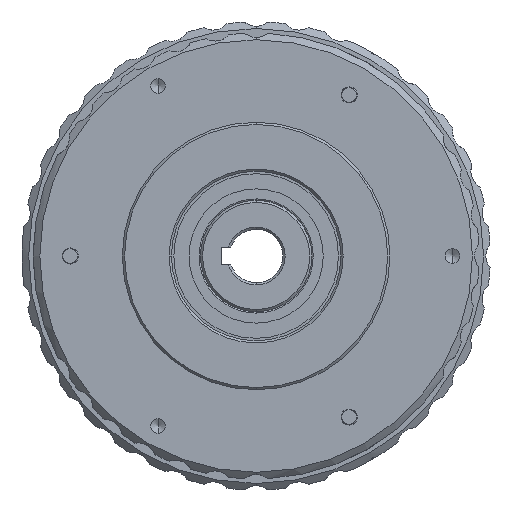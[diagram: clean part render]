
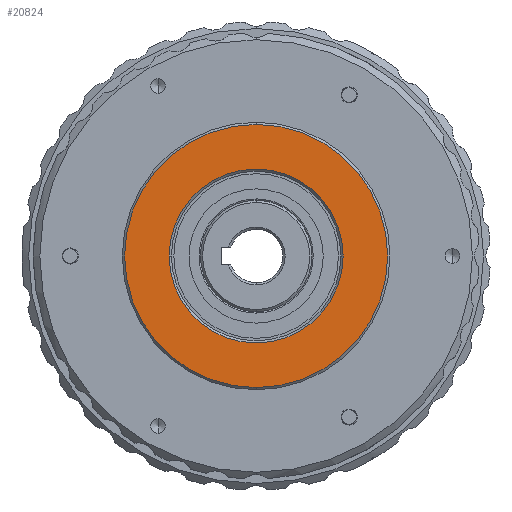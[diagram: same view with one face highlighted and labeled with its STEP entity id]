
A CAD part, left-side view. The second image highlights one B-rep face of the part: STEP entity #20824.
In plain terms, the highlighted planar face has unit normal (-1, 0, 0).
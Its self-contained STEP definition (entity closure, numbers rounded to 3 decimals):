
#491 = EDGE_LOOP ( 'NONE', ( #18676, #21062 ) ) ;
#514 = CARTESIAN_POINT ( 'NONE',  ( -50.5, 30., 0. ) ) ;
#2203 = VERTEX_POINT ( 'NONE', #11835 ) ;
#3790 = DIRECTION ( 'NONE',  ( 1., 0., 0. ) ) ;
#3794 = AXIS2_PLACEMENT_3D ( 'NONE', #16419, #7446, #5548 ) ;
#3889 = CIRCLE ( 'NONE', #20091, 19.5 ) ;
#4102 = ORIENTED_EDGE ( 'NONE', *, *, #12616, .F. ) ;
#5338 = CARTESIAN_POINT ( 'NONE',  ( -50.5, 0., 0. ) ) ;
#5548 = DIRECTION ( 'NONE',  ( 0., -1., 0. ) ) ;
#6369 = CARTESIAN_POINT ( 'NONE',  ( -50.5, 0., 0. ) ) ;
#6903 = EDGE_CURVE ( 'NONE', #2203, #21430, #22708, .T. ) ;
#7446 = DIRECTION ( 'NONE',  ( -1., 0., 0. ) ) ;
#7919 = PLANE ( 'NONE',  #22915 ) ;
#7965 = DIRECTION ( 'NONE',  ( -1., 0., 0. ) ) ;
#7966 = AXIS2_PLACEMENT_3D ( 'NONE', #6369, #20646, #18879 ) ;
#8254 = EDGE_CURVE ( 'NONE', #10789, #18575, #3889, .T. ) ;
#10789 = VERTEX_POINT ( 'NONE', #18312 ) ;
#11394 = EDGE_LOOP ( 'NONE', ( #4102, #14373 ) ) ;
#11835 = CARTESIAN_POINT ( 'NONE',  ( -50.5, 0., 29.5 ) ) ;
#12616 = EDGE_CURVE ( 'NONE', #18575, #10789, #17736, .T. ) ;
#12798 = EDGE_CURVE ( 'NONE', #21430, #2203, #14021, .T. ) ;
#13245 = DIRECTION ( 'NONE',  ( 0., 0., -1. ) ) ;
#14021 = CIRCLE ( 'NONE', #7966, 29.5 ) ;
#14373 = ORIENTED_EDGE ( 'NONE', *, *, #8254, .F. ) ;
#15070 = DIRECTION ( 'NONE',  ( 0., -1., 0. ) ) ;
#15126 = DIRECTION ( 'NONE',  ( 1., 0., 0. ) ) ;
#15172 = CARTESIAN_POINT ( 'NONE',  ( -50.5, 0., 0. ) ) ;
#16419 = CARTESIAN_POINT ( 'NONE',  ( -50.5, 0., 0. ) ) ;
#16884 = FACE_BOUND ( 'NONE', #11394, .T. ) ;
#17736 = CIRCLE ( 'NONE', #3794, 19.5 ) ;
#18312 = CARTESIAN_POINT ( 'NONE',  ( -50.5, 19.5, 0. ) ) ;
#18575 = VERTEX_POINT ( 'NONE', #22434 ) ;
#18676 = ORIENTED_EDGE ( 'NONE', *, *, #12798, .F. ) ;
#18879 = DIRECTION ( 'NONE',  ( 0., 0., -1. ) ) ;
#18965 = AXIS2_PLACEMENT_3D ( 'NONE', #5338, #3790, #19727 ) ;
#19727 = DIRECTION ( 'NONE',  ( 0., 0., -1. ) ) ;
#20091 = AXIS2_PLACEMENT_3D ( 'NONE', #15172, #7965, #15070 ) ;
#20167 = FACE_OUTER_BOUND ( 'NONE', #491, .T. ) ;
#20480 = CARTESIAN_POINT ( 'NONE',  ( -50.5, 0., -29.5 ) ) ;
#20646 = DIRECTION ( 'NONE',  ( 1., 0., 0. ) ) ;
#20824 = ADVANCED_FACE ( 'NONE', ( #20167, #16884 ), #7919, .F. ) ;
#21062 = ORIENTED_EDGE ( 'NONE', *, *, #6903, .F. ) ;
#21430 = VERTEX_POINT ( 'NONE', #20480 ) ;
#22434 = CARTESIAN_POINT ( 'NONE',  ( -50.5, -19.5, 0. ) ) ;
#22708 = CIRCLE ( 'NONE', #18965, 29.5 ) ;
#22915 = AXIS2_PLACEMENT_3D ( 'NONE', #514, #15126, #13245 ) ;
